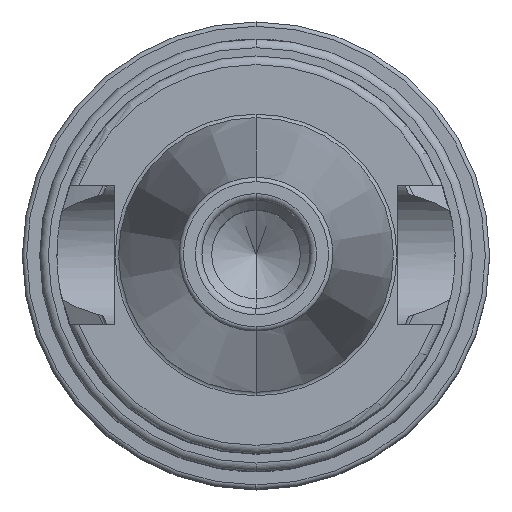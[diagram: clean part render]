
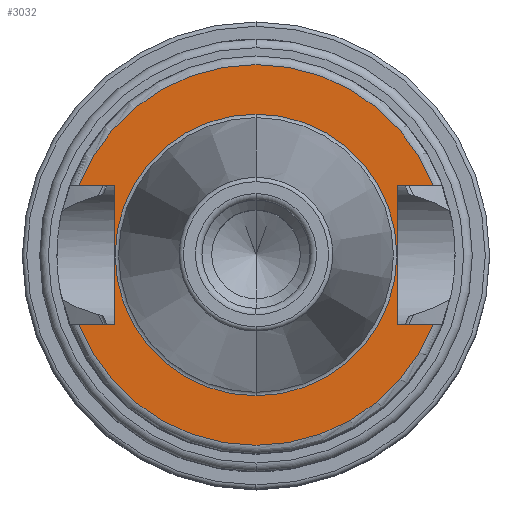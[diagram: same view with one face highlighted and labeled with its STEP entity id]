
A CAD part, top view. The second image highlights one B-rep face of the part: STEP entity #3032.
In plain terms, the highlighted planar face has unit normal (0, 0, 1).
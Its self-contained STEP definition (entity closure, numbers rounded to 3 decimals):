
#273=CARTESIAN_POINT('',(0,0,20));
#274=DIRECTION('',(0,0,-1));
#275=DIRECTION('',(0,1,0));
#276=AXIS2_PLACEMENT_3D('',#273,#274,#275);
#288=CARTESIAN_POINT('',(0,0,20));
#289=DIRECTION('',(0,0,1));
#290=DIRECTION('',(0,1,0));
#291=AXIS2_PLACEMENT_3D('',#288,#289,#290);
#293=DIRECTION('',(1,0,0));
#294=VECTOR('',#293,4.174);
#295=CARTESIAN_POINT('',(-20.474,-8.05,20));
#296=LINE('',#295,#294);
#297=DIRECTION('',(0,1,0));
#298=VECTOR('',#297,16.1);
#299=CARTESIAN_POINT('',(-16.3,-8.05,20));
#300=LINE('',#299,#298);
#301=DIRECTION('',(1,0,0));
#302=VECTOR('',#301,4.174);
#303=CARTESIAN_POINT('',(-20.474,8.05,20));
#304=LINE('',#303,#302);
#305=DIRECTION('',(-1,0,0));
#306=VECTOR('',#305,4.174);
#307=CARTESIAN_POINT('',(20.474,8.05,20));
#308=LINE('',#307,#306);
#309=DIRECTION('',(0,-1,0));
#310=VECTOR('',#309,16.1);
#311=CARTESIAN_POINT('',(16.3,8.05,20));
#312=LINE('',#311,#310);
#313=DIRECTION('',(-1,0,0));
#314=VECTOR('',#313,4.174);
#315=CARTESIAN_POINT('',(20.474,-8.05,20));
#316=LINE('',#315,#314);
#612=CARTESIAN_POINT('',(0,0,20));
#613=DIRECTION('',(0,0,1));
#614=DIRECTION('',(-0.931,-0.366,0));
#615=AXIS2_PLACEMENT_3D('',#612,#613,#614);
#629=CARTESIAN_POINT('',(0,0,20));
#630=DIRECTION('',(0,0,1));
#631=DIRECTION('',(0.931,0.366,0));
#632=AXIS2_PLACEMENT_3D('',#629,#630,#631);
#2209=CARTESIAN_POINT('',(-20.474,-8.05,20));
#2210=CARTESIAN_POINT('',(-16.3,-8.05,20));
#2211=VERTEX_POINT('',#2209);
#2212=VERTEX_POINT('',#2210);
#2213=CARTESIAN_POINT('',(-16.3,8.05,20));
#2214=VERTEX_POINT('',#2213);
#2215=CARTESIAN_POINT('',(-20.474,8.05,20));
#2216=VERTEX_POINT('',#2215);
#2217=CARTESIAN_POINT('',(16.3,8.05,20));
#2218=CARTESIAN_POINT('',(16.3,-8.05,20));
#2219=VERTEX_POINT('',#2217);
#2220=VERTEX_POINT('',#2218);
#2221=CARTESIAN_POINT('',(20.474,-8.05,20));
#2222=VERTEX_POINT('',#2221);
#2223=CARTESIAN_POINT('',(20.474,8.05,20));
#2224=VERTEX_POINT('',#2223);
#2271=CARTESIAN_POINT('',(0,16.275,20));
#2273=VERTEX_POINT('',#2271);
#2277=CARTESIAN_POINT('',(0,-16.275,20));
#2279=VERTEX_POINT('',#2277);
#3005=CARTESIAN_POINT('',(0,0,20));
#3006=DIRECTION('',(0,0,-1));
#3007=DIRECTION('',(0,-1,0));
#3008=AXIS2_PLACEMENT_3D('',#3005,#3006,#3007);
#3009=PLANE('',#3008);
#3011=ORIENTED_EDGE('',*,*,#3010,.T.);
#3013=ORIENTED_EDGE('',*,*,#3012,.T.);
#3015=ORIENTED_EDGE('',*,*,#3014,.F.);
#3017=ORIENTED_EDGE('',*,*,#3016,.F.);
#3019=ORIENTED_EDGE('',*,*,#3018,.T.);
#3021=ORIENTED_EDGE('',*,*,#3020,.T.);
#3023=ORIENTED_EDGE('',*,*,#3022,.F.);
#3025=ORIENTED_EDGE('',*,*,#3024,.F.);
#3026=EDGE_LOOP('',(#3011,#3013,#3015,#3017,#3019,#3021,#3023,#3025));
#3027=FACE_OUTER_BOUND('',#3026,.F.);
#3028=ORIENTED_EDGE('',*,*,#3000,.T.);
#3029=ORIENTED_EDGE('',*,*,#2984,.F.);
#3030=EDGE_LOOP('',(#3028,#3029));
#3031=FACE_BOUND('',#3030,.F.);
#3032=ADVANCED_FACE('',(#3027,#3031),#3009,.F.);
#277=CIRCLE('',#276,16.275);
#292=CIRCLE('',#291,16.275);
#616=CIRCLE('',#615,22);
#633=CIRCLE('',#632,22);
#2984=EDGE_CURVE('',#2273,#2279,#277,.T.);
#3000=EDGE_CURVE('',#2273,#2279,#292,.T.);
#3010=EDGE_CURVE('',#2211,#2212,#296,.T.);
#3012=EDGE_CURVE('',#2212,#2214,#300,.T.);
#3014=EDGE_CURVE('',#2216,#2214,#304,.T.);
#3016=EDGE_CURVE('',#2224,#2216,#633,.T.);
#3018=EDGE_CURVE('',#2224,#2219,#308,.T.);
#3020=EDGE_CURVE('',#2219,#2220,#312,.T.);
#3022=EDGE_CURVE('',#2222,#2220,#316,.T.);
#3024=EDGE_CURVE('',#2211,#2222,#616,.T.);
